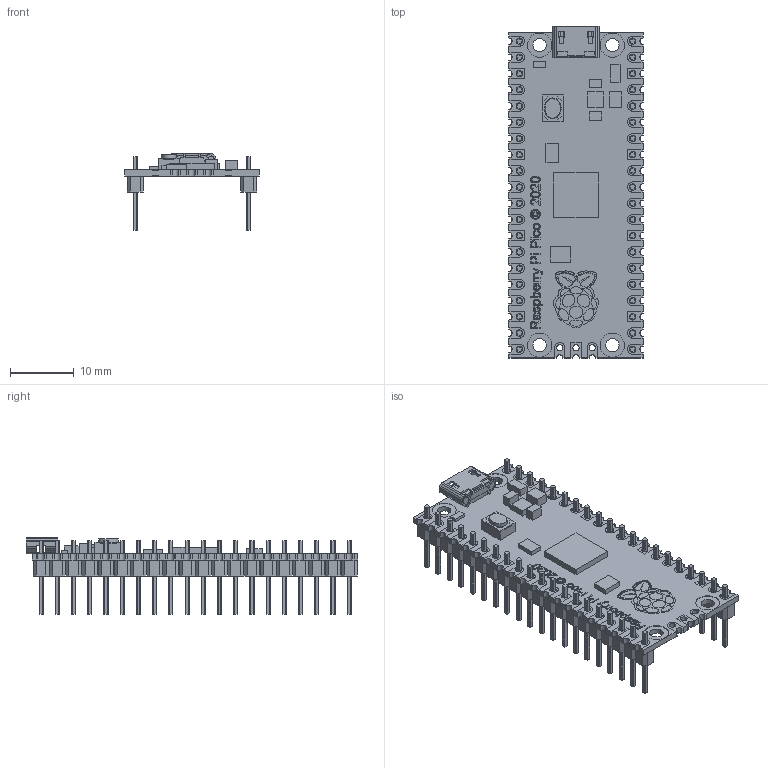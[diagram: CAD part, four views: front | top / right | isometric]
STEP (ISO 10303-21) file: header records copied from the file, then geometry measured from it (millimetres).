
FILE_DESCRIPTION(/* description */ (''),/* implementation_level */ '2;1');
FILE_NAME(/* name */ '',/* time_stamp */ '2023-12-31T10:59:57+10:00',/* author */ (''),/* organization */ (''),/* preprocessor_version */ 'ST-DEVELOPER v20',/* originating_system */ 'Autodesk Translation Framework v12.14.0.127',/* authorisation */ '');
FILE_SCHEMA (('AUTOMOTIVE_DESIGN { 1 0 10303 214 3 1 1 }'));
Products named in the file (3): распбери пико 
с ножками; ножка; ножка v3(Mirror)
Assembly tree (40 placements, depth 2):
  распбери пико 
с ножками
    ножка  x20
    ножка v3(Mirror)  x20
Bounding box: 21 x 52 x 12 mm (x, y, z)
Volume: 1877.6 mm3; surface area: 6253.2 mm2
Topology: 166 solids, 166 shells, 2495 faces, 6488 edges, 4322 vertices
Faces by surface type: plane 1883, bspline 371, cylinder 241
Full cylindrical faces by diameter (mm): 1 x44, 2.1 x4, 3.8 x8
Entity records: 53305 total; most frequent: CARTESIAN_POINT 19483, ORIENTED_EDGE 7504, DIRECTION 5696, EDGE_CURVE 3752, LINE 2518, VECTOR 2518, VERTEX_POINT 2498, EDGE_LOOP 1598
